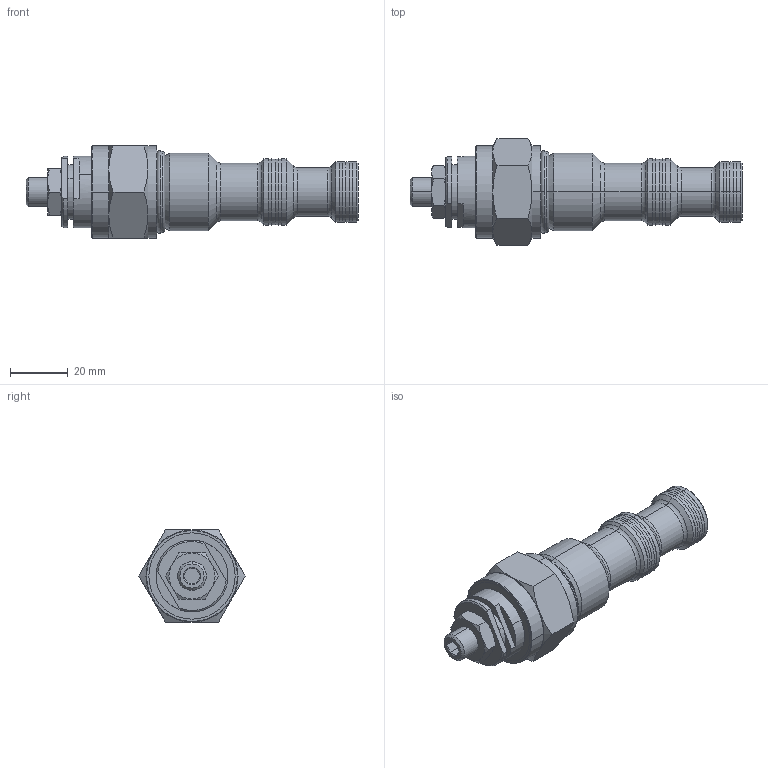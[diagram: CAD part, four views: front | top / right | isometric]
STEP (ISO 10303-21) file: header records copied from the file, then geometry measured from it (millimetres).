
FILE_DESCRIPTION (( 'STEP AP214' ), '1' );
FILE_NAME ('515.027B_Kunde.STEP', '2017-03-15T12:27:32', ( 'User' ), ( '' ), 'SwSTEP 2.0', 'SolidWorks 2016', '' );
FILE_SCHEMA (( 'AUTOMOTIVE_DESIGN' ));
Length unit declared in the file: millimetre
Products named in the file (1): 515.027B_Kunde
Bounding box: 115.4 x 36.95 x 32 mm (x, y, z)
Volume: 52177.6 mm3; surface area: 11394.5 mm2
Topology: 2 solids, 2 shells, 165 faces, 355 edges, 204 vertices
Faces by surface type: cone 69, plane 42, cylinder 32, torus 22
Entity records: 5596 total; most frequent: CARTESIAN_POINT 1072, DIRECTION 801, ORIENTED_EDGE 710, EDGE_CURVE 355, AXIS2_PLACEMENT_3D 339, VERTEX_POINT 204, EDGE_LOOP 177, CIRCLE 173
